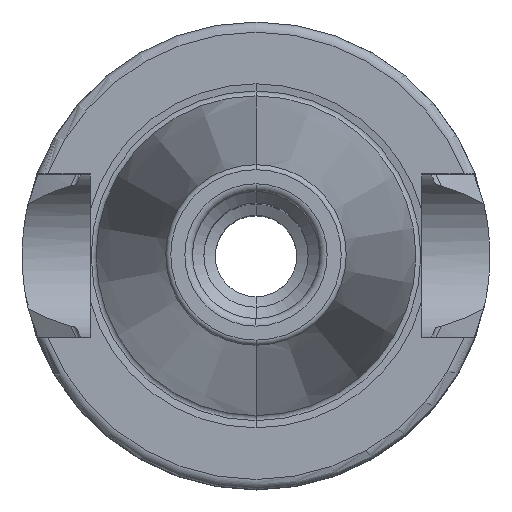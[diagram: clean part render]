
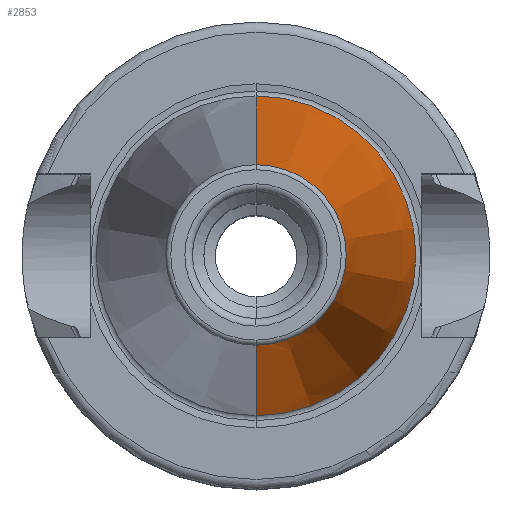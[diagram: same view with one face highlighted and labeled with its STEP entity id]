
A CAD part, top view. The second image highlights one B-rep face of the part: STEP entity #2853.
In plain terms, the highlighted conical face has half-angle 8.297 degrees and reference radius 12.304 mm.
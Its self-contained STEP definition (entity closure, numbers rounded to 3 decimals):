
#1028=CARTESIAN_POINT('',(0,0,69.972));
#1029=DIRECTION('',(0,0,1));
#1030=DIRECTION('',(0,-1,0));
#1031=AXIS2_PLACEMENT_3D('',#1028,#1029,#1030);
#1033=CARTESIAN_POINT('',(0,0,23));
#1034=DIRECTION('',(0,0,-1));
#1035=DIRECTION('',(0,1,0));
#1036=AXIS2_PLACEMENT_3D('',#1033,#1034,#1035);
#1177=DIRECTION('',(0.,0.144,0.99));
#1178=VECTOR('',#1177,47.469);
#1179=CARTESIAN_POINT('',(0,-15.729,23));
#1180=LINE('',#1179,#1178);
#1186=DIRECTION('',(0.,-0.144,0.99));
#1187=VECTOR('',#1186,47.469);
#1188=CARTESIAN_POINT('',(0,15.729,23));
#1189=LINE('',#1188,#1187);
#1512=CARTESIAN_POINT('',(0,15.729,23));
#1514=VERTEX_POINT('',#1512);
#1528=CARTESIAN_POINT('',(0,-15.729,23));
#1530=VERTEX_POINT('',#1528);
#1555=CARTESIAN_POINT('',(0,8.879,69.972));
#1556=CARTESIAN_POINT('',(0,-8.879,69.972));
#1557=VERTEX_POINT('',#1555);
#1558=VERTEX_POINT('',#1556);
#2839=CARTESIAN_POINT('',(0,0,46.486));
#2840=DIRECTION('',(0,0,-1));
#2841=DIRECTION('',(0,-1,0));
#2842=AXIS2_PLACEMENT_3D('',#2839,#2840,#2841);
#2843=CONICAL_SURFACE('',#2842,12.304,8.297);
#2845=ORIENTED_EDGE('',*,*,#2844,.T.);
#2847=ORIENTED_EDGE('',*,*,#2846,.F.);
#2848=ORIENTED_EDGE('',*,*,#2834,.T.);
#2850=ORIENTED_EDGE('',*,*,#2849,.T.);
#2851=EDGE_LOOP('',(#2845,#2847,#2848,#2850));
#2852=FACE_OUTER_BOUND('',#2851,.F.);
#2853=ADVANCED_FACE('',(#2852),#2843,.T.);
#1032=CIRCLE('',#1031,8.879);
#1037=CIRCLE('',#1036,15.729);
#2834=EDGE_CURVE('',#1514,#1530,#1037,.T.);
#2844=EDGE_CURVE('',#1558,#1557,#1032,.T.);
#2846=EDGE_CURVE('',#1514,#1557,#1189,.T.);
#2849=EDGE_CURVE('',#1530,#1558,#1180,.T.);
